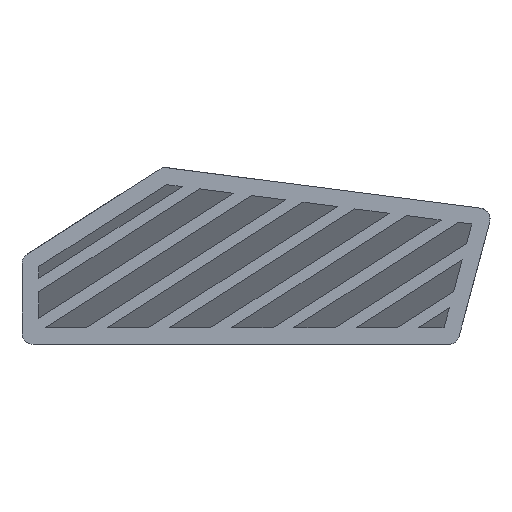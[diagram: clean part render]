
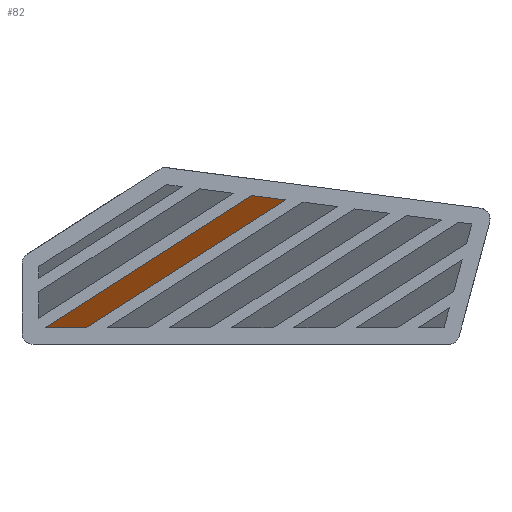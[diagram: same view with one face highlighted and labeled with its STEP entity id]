
A CAD part, left-side view. The second image highlights one B-rep face of the part: STEP entity #82.
In plain terms, the highlighted planar face has unit normal (-0.707, -0.381, -0.595).
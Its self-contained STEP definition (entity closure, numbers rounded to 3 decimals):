
#82=ADVANCED_FACE('',(#404),#406,.F.);
#404=FACE_BOUND('',#405,.T.);
#405=EDGE_LOOP('',(#997,#998,#999,#1000));
#406=PLANE('',#407);
#407=AXIS2_PLACEMENT_3D('',#408,#409,#410);
#408=CARTESIAN_POINT('',(4.,5.277,45.312));
#409=DIRECTION('',(0.707,0.381,0.595));
#410=DIRECTION('',(0.707,-0.381,-0.595));
#997=ORIENTED_EDGE('',*,*,#1280,.F.);
#998=ORIENTED_EDGE('',*,*,#1404,.T.);
#999=ORIENTED_EDGE('',*,*,#1335,.T.);
#1000=ORIENTED_EDGE('',*,*,#1403,.T.);
#1280=EDGE_CURVE('',#1585,#1587,#1588,.T.);
#1335=EDGE_CURVE('',#1697,#1694,#1698,.T.);
#1403=EDGE_CURVE('',#1694,#1587,#1790,.T.);
#1404=EDGE_CURVE('',#1585,#1697,#1791,.T.);
#1585=VERTEX_POINT('',#2132);
#1587=VERTEX_POINT('',#2136);
#1588=LINE('',#2137,#2138);
#1694=VERTEX_POINT('',#2356);
#1697=VERTEX_POINT('',#2361);
#1698=LINE('',#2362,#2363);
#1790=LINE('',#2610,#2611);
#1791=LINE('',#2613,#2614);
#2132=CARTESIAN_POINT('',(8.,29.845,24.822));
#2136=CARTESIAN_POINT('',(8.,65.468,2.));
#2137=CARTESIAN_POINT('',(8.,29.845,24.822));
#2138=VECTOR('',#2139,1.);
#2139=DIRECTION('',(0.,0.842,-0.539));
#2356=CARTESIAN_POINT('',(4.,72.883,2.));
#2361=CARTESIAN_POINT('',(4.,36.017,25.618));
#2362=CARTESIAN_POINT('',(4.,36.017,25.618));
#2363=VECTOR('',#2364,1.);
#2364=DIRECTION('',(0.,0.842,-0.539));
#2610=CARTESIAN_POINT('',(4.,72.883,2.));
#2611=VECTOR('',#2612,1.);
#2612=DIRECTION('',(0.475,-0.88,0.));
#2613=CARTESIAN_POINT('',(8.,29.845,24.822));
#2614=VECTOR('',#2615,1.);
#2615=DIRECTION('',(-0.541,0.834,0.108));
